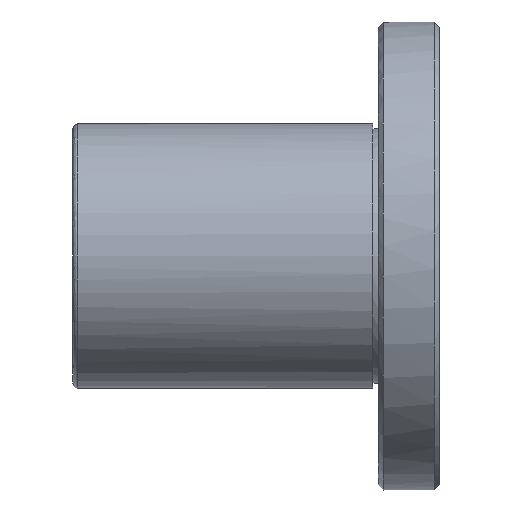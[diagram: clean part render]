
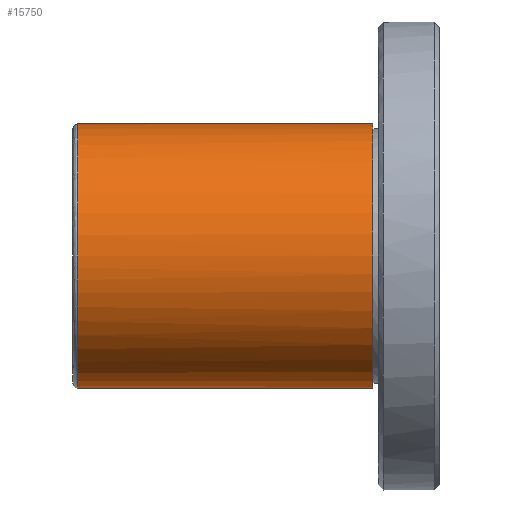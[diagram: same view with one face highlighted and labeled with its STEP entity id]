
A CAD part, front view. The second image highlights one B-rep face of the part: STEP entity #15750.
In plain terms, the highlighted free-form (B-spline) face has degree [3, 1] with [7, 2] control points.
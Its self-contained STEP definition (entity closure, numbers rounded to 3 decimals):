
#14560 = CARTESIAN_POINT ('', (-35.5, -13., 0.));
#14570 = VERTEX_POINT ('', #14560);
#14650 = CARTESIAN_POINT ('', (-35.5, 0., -13.));
#14660 = VERTEX_POINT ('', #14650);
#14670 = CARTESIAN_POINT ('', (-35.5, -13., 0.));
#14680 = CARTESIAN_POINT ('', (-35.5, -13., 26.));
#14690 = CARTESIAN_POINT ('', (-35.5, 13., 26.));
#14700 = CARTESIAN_POINT ('', (-35.5, 13., 0.));
#14710 = CARTESIAN_POINT ('', (-35.5, 13., -6.5));
#14720 = CARTESIAN_POINT ('', (-35.5, 8.667, -13.));
#14730 = CARTESIAN_POINT ('', (-35.5, 0., -13.));
#14740 = (
   BOUNDED_CURVE ()
   B_SPLINE_CURVE (3, (#14670, #14680, #14690, #14700, #14710, #14720, #14730), .UNSPECIFIED., .F., .U.)
   B_SPLINE_CURVE_WITH_KNOTS ((4, 3, 4), (0., 0.667, 1.), .UNSPECIFIED.)
   CURVE ()
   GEOMETRIC_REPRESENTATION_ITEM ()
   RATIONAL_B_SPLINE_CURVE ((0.957, 0.319, 0.319, 0.957, 0.638, 0.478, 0.478))
   REPRESENTATION_ITEM ('')
);
#14750 = EDGE_CURVE ('', #14570, #14660, #14740, .T.);
#14770 = CARTESIAN_POINT ('', (-35.5, 0., -13.));
#14780 = CARTESIAN_POINT ('', (-35.5, -8.667, -13.));
#14790 = CARTESIAN_POINT ('', (-35.5, -13., -6.5));
#14800 = CARTESIAN_POINT ('', (-35.5, -13., 0.));
#14810 = (
   BOUNDED_CURVE ()
   B_SPLINE_CURVE (3, (#14770, #14780, #14790, #14800), .UNSPECIFIED., .F., .U.)
   B_SPLINE_CURVE_WITH_KNOTS ((4, 4), (0., 1.), .UNSPECIFIED.)
   CURVE ()
   GEOMETRIC_REPRESENTATION_ITEM ()
   RATIONAL_B_SPLINE_CURVE ((0.478, 0.478, 0.638, 0.957))
   REPRESENTATION_ITEM ('')
);
#14820 = EDGE_CURVE ('', #14660, #14570, #14810, .T.);
#15200 = CARTESIAN_POINT ('', (-6.5, 13., 0.));
#15210 = VERTEX_POINT ('', #15200);
#15220 = CARTESIAN_POINT ('', (-6.5, 0., -13.));
#15230 = VERTEX_POINT ('', #15220);
#15240 = CARTESIAN_POINT ('', (-6.5, 13., 0.));
#15250 = CARTESIAN_POINT ('', (-6.5, 13., -8.667));
#15260 = CARTESIAN_POINT ('', (-6.5, 6.5, -13.));
#15270 = CARTESIAN_POINT ('', (-6.5, 0., -13.));
#15280 = (
   BOUNDED_CURVE ()
   B_SPLINE_CURVE (3, (#15240, #15250, #15260, #15270), .UNSPECIFIED., .F., .U.)
   B_SPLINE_CURVE_WITH_KNOTS ((4, 4), (0., 1.), .UNSPECIFIED.)
   CURVE ()
   GEOMETRIC_REPRESENTATION_ITEM ()
   RATIONAL_B_SPLINE_CURVE ((0.5, 0.5, 0.667, 1.))
   REPRESENTATION_ITEM ('')
);
#15290 = EDGE_CURVE ('', #15210, #15230, #15280, .T.);
#15300 = ORIENTED_EDGE ('', *, *, #15290, .T.);
#15310 = CARTESIAN_POINT ('', (-6.5, 0., -13.));
#15320 = CARTESIAN_POINT ('', (-35.5, 0., -13.));
#15330 = B_SPLINE_CURVE_WITH_KNOTS ('', 1, (#15310, #15320), .UNSPECIFIED., .F., .U., (2, 2), (0., 1.), .UNSPECIFIED.);
#15340 = EDGE_CURVE ('', #15230, #14660, #15330, .T.);
#15350 = ORIENTED_EDGE ('', *, *, #15340, .T.);
#15360 = ORIENTED_EDGE ('', *, *, #14750, .F.);
#15370 = ORIENTED_EDGE ('', *, *, #14820, .F.);
#15380 = ORIENTED_EDGE ('', *, *, #15340, .F.);
#15390 = CARTESIAN_POINT ('', (-6.5, -13., 0.));
#15400 = VERTEX_POINT ('', #15390);
#15410 = CARTESIAN_POINT ('', (-6.5, 0., -13.));
#15420 = CARTESIAN_POINT ('', (-6.5, -6.5, -13.));
#15430 = CARTESIAN_POINT ('', (-6.5, -13., -8.667));
#15440 = CARTESIAN_POINT ('', (-6.5, -13., 0.));
#15450 = (
   BOUNDED_CURVE ()
   B_SPLINE_CURVE (3, (#15410, #15420, #15430, #15440), .UNSPECIFIED., .F., .U.)
   B_SPLINE_CURVE_WITH_KNOTS ((4, 4), (0., 1.), .UNSPECIFIED.)
   CURVE ()
   GEOMETRIC_REPRESENTATION_ITEM ()
   RATIONAL_B_SPLINE_CURVE ((1., 0.667, 0.5, 0.5))
   REPRESENTATION_ITEM ('')
);
#15460 = EDGE_CURVE ('', #15230, #15400, #15450, .T.);
#15470 = ORIENTED_EDGE ('', *, *, #15460, .T.);
#15480 = CARTESIAN_POINT ('', (-6.5, -13., 0.));
#15490 = CARTESIAN_POINT ('', (-6.5, -13., 8.667));
#15500 = CARTESIAN_POINT ('', (-6.5, -6.5, 13.));
#15510 = CARTESIAN_POINT ('', (-6.5, 0., 13.));
#15520 = CARTESIAN_POINT ('', (-6.5, 6.5, 13.));
#15530 = CARTESIAN_POINT ('', (-6.5, 13., 8.667));
#15540 = CARTESIAN_POINT ('', (-6.5, 13., 0.));
#15550 = (
   BOUNDED_CURVE ()
   B_SPLINE_CURVE (3, (#15480, #15490, #15500, #15510, #15520, #15530, #15540), .UNSPECIFIED., .F., .U.)
   B_SPLINE_CURVE_WITH_KNOTS ((4, 3, 4), (0., 0.5, 1.), .UNSPECIFIED.)
   CURVE ()
   GEOMETRIC_REPRESENTATION_ITEM ()
   RATIONAL_B_SPLINE_CURVE ((0.5, 0.5, 0.667, 1., 0.667, 0.5, 0.5))
   REPRESENTATION_ITEM ('')
);
#15560 = EDGE_CURVE ('', #15400, #15210, #15550, .T.);
#15570 = ORIENTED_EDGE ('', *, *, #15560, .T.);
#15580 = EDGE_LOOP ('', (#15300, #15350, #15360, #15370, #15380, #15470, #15570));
#15590 = FACE_OUTER_BOUND ('', #15580, .T.);
#15600 = CARTESIAN_POINT ('', (-38.4, 0., -13.));
#15610 = CARTESIAN_POINT ('', (-3.6, 0., -13.));
#15620 = CARTESIAN_POINT ('', (-38.4, 26., -13.));
#15630 = CARTESIAN_POINT ('', (-3.6, 26., -13.));
#15640 = CARTESIAN_POINT ('', (-38.4, 26., 13.));
#15650 = CARTESIAN_POINT ('', (-3.6, 26., 13.));
#15660 = CARTESIAN_POINT ('', (-38.4, 0., 13.));
#15670 = CARTESIAN_POINT ('', (-3.6, 0., 13.));
#15680 = CARTESIAN_POINT ('', (-38.4, -26., 13.));
#15690 = CARTESIAN_POINT ('', (-3.6, -26., 13.));
#15700 = CARTESIAN_POINT ('', (-38.4, -26., -13.));
#15710 = CARTESIAN_POINT ('', (-3.6, -26., -13.));
#15720 = CARTESIAN_POINT ('', (-38.4, 0., -13.));
#15730 = CARTESIAN_POINT ('', (-3.6, 0., -13.));
#15740 = (
   BOUNDED_SURFACE ()
   B_SPLINE_SURFACE (3, 1, ((#15600, #15610), (#15620, #15630), (#15640, #15650), (#15660, #15670), (#15680, #15690), (#15700, #15710), (#15720, #15730)), .UNSPECIFIED., .T., .F., .U.)
   B_SPLINE_SURFACE_WITH_KNOTS ((4, 3, 4), (2, 2), (0., 0.5, 1.), (0., 1.), .UNSPECIFIED.)
   SURFACE ()
   GEOMETRIC_REPRESENTATION_ITEM ()
   RATIONAL_B_SPLINE_SURFACE (((1., 1.), (0.333, 0.333), (0.333, 0.333), (1., 1.), (0.333, 0.333), (0.333, 0.333), (1., 1.)))
   REPRESENTATION_ITEM ('')
);
#15750 = ADVANCED_FACE ('', (#15590), #15740, .T.);
